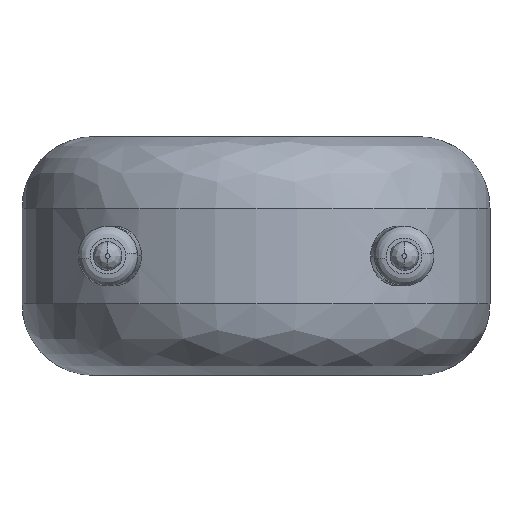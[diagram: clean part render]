
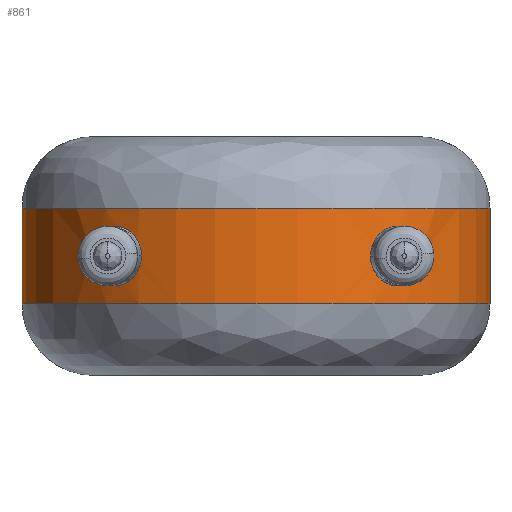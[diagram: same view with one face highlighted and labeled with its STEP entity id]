
A CAD part, front view. The second image highlights one B-rep face of the part: STEP entity #861.
In plain terms, the highlighted cylindrical face has radius 4.978 mm (diameter 9.957 mm), a partial arc.
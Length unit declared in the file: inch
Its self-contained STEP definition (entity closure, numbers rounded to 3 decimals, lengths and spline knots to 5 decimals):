
#16 = CARTESIAN_POINT ( 'NONE',  ( -0.196, 0., 0.04 ) ) ;
#19 = CARTESIAN_POINT ( 'NONE',  ( -0.09588, -0.17095, 0.00691 ) ) ;
#26 = DIRECTION ( 'NONE',  ( 0., 0., 1. ) ) ;
#33 = EDGE_CURVE ( 'NONE', #1260, #341, #828, .T. ) ;
#40 = CARTESIAN_POINT ( 'NONE',  ( 0., 0., 0.04 ) ) ;
#47 = ORIENTED_EDGE ( 'NONE', *, *, #779, .T. ) ;
#53 = CARTESIAN_POINT ( 'NONE',  ( 0.10082, -0.1681, 0.01587 ) ) ;
#55 = CARTESIAN_POINT ( 'NONE',  ( -0.196, 0., -0.04 ) ) ;
#56 = CARTESIAN_POINT ( 'NONE',  ( -0.12909, -0.14758, -0.02247 ) ) ;
#58 = CARTESIAN_POINT ( 'NONE',  ( 0.13669, -0.14056, -0.01349 ) ) ;
#70 = ORIENTED_EDGE ( 'NONE', *, *, #770, .F. ) ;
#93 = CARTESIAN_POINT ( 'NONE',  ( 0.13635, -0.14081, 0.01301 ) ) ;
#148 = LINE ( 'NONE', #1451, #1836 ) ;
#152 = CARTESIAN_POINT ( 'NONE',  ( -0.10082, -0.1681, -0.01587 ) ) ;
#157 = CARTESIAN_POINT ( 'NONE',  ( -0.13669, -0.14056, 0.01349 ) ) ;
#160 = CARTESIAN_POINT ( 'NONE',  ( -0.11304, -0.16026, -0.02508 ) ) ;
#173 = CARTESIAN_POINT ( 'NONE',  ( -0.09588, -0.17095, 0. ) ) ;
#194 = CARTESIAN_POINT ( 'NONE',  ( 0.09588, -0.17095, 0. ) ) ;
#199 = CARTESIAN_POINT ( 'NONE',  ( -0.09588, -0.17095, 0. ) ) ;
#211 = LINE ( 'NONE', #500, #503 ) ;
#214 = EDGE_LOOP ( 'NONE', ( #47, #1155 ) ) ;
#303 = CARTESIAN_POINT ( 'NONE',  ( -0.13907, -0.13812, 0.00691 ) ) ;
#327 = CARTESIAN_POINT ( 'NONE',  ( 0.12909, -0.14758, 0.02247 ) ) ;
#330 = CARTESIAN_POINT ( 'NONE',  ( -0.09654, -0.17058, -0.00685 ) ) ;
#331 = CARTESIAN_POINT ( 'NONE',  ( 0.13907, -0.13812, -0.00691 ) ) ;
#338 = FACE_BOUND ( 'NONE', #977, .T. ) ;
#341 = VERTEX_POINT ( 'NONE', #897 ) ;
#362 = CARTESIAN_POINT ( 'NONE',  ( -0.13635, -0.14081, -0.01301 ) ) ;
#392 = CARTESIAN_POINT ( 'NONE',  ( 0.13907, -0.13812, 0. ) ) ;
#416 = CIRCLE ( 'NONE', #1437, 0.196 ) ;
#419 = CARTESIAN_POINT ( 'NONE',  ( 0.12911, -0.14755, -0.02243 ) ) ;
#428 = VERTEX_POINT ( 'NONE', #1350 ) ;
#430 = CARTESIAN_POINT ( 'NONE',  ( 0., 0., -0.04 ) ) ;
#465 = CARTESIAN_POINT ( 'NONE',  ( -0.13907, -0.13812, 0. ) ) ;
#470 = VERTEX_POINT ( 'NONE', #1073 ) ;
#486 = CARTESIAN_POINT ( 'NONE',  ( -0.13907, -0.13812, 0. ) ) ;
#487 = CARTESIAN_POINT ( 'NONE',  ( 0.11303, -0.16027, -0.02508 ) ) ;
#500 = CARTESIAN_POINT ( 'NONE',  ( -0.196, 0., -0.1 ) ) ;
#503 = VECTOR ( 'NONE', #1826, 39.37008 ) ;
#598 = AXIS2_PLACEMENT_3D ( 'NONE', #718, #1290, #979 ) ;
#600 = CARTESIAN_POINT ( 'NONE',  ( -0.09861, -0.16946, 0.01356 ) ) ;
#601 = B_SPLINE_CURVE_WITH_KNOTS ( 'NONE', 3,
 ( #465, #303, #157, #762, #905, #1023, #1065, #600, #19, #173 ),
 .UNSPECIFIED., .F., .F.,
 ( 4, 2, 2, 2, 4 ),
 ( 0., 0.00052, 0.00104, 0.00156, 0.00207 ),
 .UNSPECIFIED. ) ;
#607 = CARTESIAN_POINT ( 'NONE',  ( -0.12397, -0.15197, -0.02491 ) ) ;
#631 = FACE_OUTER_BOUND ( 'NONE', #928, .T. ) ;
#668 = ORIENTED_EDGE ( 'NONE', *, *, #803, .F. ) ;
#718 = CARTESIAN_POINT ( 'NONE',  ( 0., 0., -0.1 ) ) ;
#734 = CARTESIAN_POINT ( 'NONE',  ( 0.13907, -0.13812, 0. ) ) ;
#741 = CARTESIAN_POINT ( 'NONE',  ( -0.1073, -0.1641, -0.02268 ) ) ;
#748 = DIRECTION ( 'NONE',  ( 0., 0., 1. ) ) ;
#762 = CARTESIAN_POINT ( 'NONE',  ( -0.12911, -0.14755, 0.02243 ) ) ;
#770 = EDGE_CURVE ( 'NONE', #1142, #470, #1890, .T. ) ;
#779 = EDGE_CURVE ( 'NONE', #1789, #428, #1819, .T. ) ;
#803 = EDGE_CURVE ( 'NONE', #1349, #1142, #211, .T. ) ;
#817 = CARTESIAN_POINT ( 'NONE',  ( 0.09588, -0.17095, 0.00345 ) ) ;
#828 = B_SPLINE_CURVE_WITH_KNOTS ( 'NONE', 3,
 ( #1365, #331, #58, #419, #1809, #487, #1669, #935, #1524, #194 ),
 .UNSPECIFIED., .F., .F.,
 ( 4, 2, 2, 2, 4 ),
 ( 0., 0.00052, 0.00104, 0.00156, 0.00207 ),
 .UNSPECIFIED. ) ;
#861 = ADVANCED_FACE ( 'NONE', ( #631, #1668, #338 ), #1523, .T. ) ;
#897 = CARTESIAN_POINT ( 'NONE',  ( 0.09588, -0.17095, 0. ) ) ;
#905 = CARTESIAN_POINT ( 'NONE',  ( -0.12394, -0.15199, 0.02492 ) ) ;
#924 = CARTESIAN_POINT ( 'NONE',  ( -0.099, -0.16916, -0.01306 ) ) ;
#926 = EDGE_CURVE ( 'NONE', #428, #1789, #601, .T. ) ;
#928 = EDGE_LOOP ( 'NONE', ( #668, #1304, #1356, #70 ) ) ;
#935 = CARTESIAN_POINT ( 'NONE',  ( 0.09861, -0.16946, -0.01356 ) ) ;
#977 = EDGE_LOOP ( 'NONE', ( #1072, #1642 ) ) ;
#979 = DIRECTION ( 'NONE',  ( 1., 0., 0. ) ) ;
#998 = EDGE_CURVE ( 'NONE', #341, #1260, #1358, .T. ) ;
#1023 = CARTESIAN_POINT ( 'NONE',  ( -0.11303, -0.16027, 0.02508 ) ) ;
#1065 = CARTESIAN_POINT ( 'NONE',  ( -0.10735, -0.16407, 0.02273 ) ) ;
#1072 = ORIENTED_EDGE ( 'NONE', *, *, #998, .T. ) ;
#1073 = CARTESIAN_POINT ( 'NONE',  ( 0.196, 0., 0.04 ) ) ;
#1080 = CARTESIAN_POINT ( 'NONE',  ( -0.09588, -0.17095, 0. ) ) ;
#1119 = CARTESIAN_POINT ( 'NONE',  ( 0.11304, -0.16026, 0.02508 ) ) ;
#1140 = CARTESIAN_POINT ( 'NONE',  ( 0.1073, -0.1641, 0.02268 ) ) ;
#1142 = VERTEX_POINT ( 'NONE', #16 ) ;
#1155 = ORIENTED_EDGE ( 'NONE', *, *, #926, .T. ) ;
#1234 = CARTESIAN_POINT ( 'NONE',  ( -0.13483, -0.14228, -0.0157 ) ) ;
#1260 = VERTEX_POINT ( 'NONE', #734 ) ;
#1275 = CARTESIAN_POINT ( 'NONE',  ( 0.09654, -0.17058, 0.00685 ) ) ;
#1290 = DIRECTION ( 'NONE',  ( 0., 0., 1. ) ) ;
#1304 = ORIENTED_EDGE ( 'NONE', *, *, #1670, .T. ) ;
#1349 = VERTEX_POINT ( 'NONE', #55 ) ;
#1350 = CARTESIAN_POINT ( 'NONE',  ( -0.13907, -0.13812, 0. ) ) ;
#1356 = ORIENTED_EDGE ( 'NONE', *, *, #1720, .T. ) ;
#1358 = B_SPLINE_CURVE_WITH_KNOTS ( 'NONE', 3,
 ( #1666, #817, #1275, #1856, #53, #1140, #1119, #1409, #327, #1703, #93, #1712, #1693, #392 ),
 .UNSPECIFIED., .F., .F.,
 ( 4, 2, 2, 2, 2, 2, 4 ),
 ( 0.00207, 0.00233, 0.00259, 0.00311, 0.00363, 0.00389, 0.00415 ),
 .UNSPECIFIED. ) ;
#1365 = CARTESIAN_POINT ( 'NONE',  ( 0.13907, -0.13812, 0. ) ) ;
#1409 = CARTESIAN_POINT ( 'NONE',  ( 0.12397, -0.15197, 0.02491 ) ) ;
#1437 = AXIS2_PLACEMENT_3D ( 'NONE', #430, #1774, #1486 ) ;
#1451 = CARTESIAN_POINT ( 'NONE',  ( 0.196, 0., -0.1 ) ) ;
#1466 = AXIS2_PLACEMENT_3D ( 'NONE', #40, #748, #1490 ) ;
#1486 = DIRECTION ( 'NONE',  ( 1., 0., 0. ) ) ;
#1490 = DIRECTION ( 'NONE',  ( 1., 0., 0. ) ) ;
#1516 = CARTESIAN_POINT ( 'NONE',  ( -0.13907, -0.13812, -0.00345 ) ) ;
#1523 = CYLINDRICAL_SURFACE ( 'NONE', #598, 0.196 ) ;
#1524 = CARTESIAN_POINT ( 'NONE',  ( 0.09588, -0.17095, -0.00691 ) ) ;
#1543 = CARTESIAN_POINT ( 'NONE',  ( -0.1385, -0.13869, -0.00681 ) ) ;
#1642 = ORIENTED_EDGE ( 'NONE', *, *, #33, .T. ) ;
#1660 = CARTESIAN_POINT ( 'NONE',  ( -0.09588, -0.17095, -0.00345 ) ) ;
#1666 = CARTESIAN_POINT ( 'NONE',  ( 0.09588, -0.17095, 0. ) ) ;
#1668 = FACE_BOUND ( 'NONE', #214, .T. ) ;
#1669 = CARTESIAN_POINT ( 'NONE',  ( 0.10735, -0.16407, -0.02273 ) ) ;
#1670 = EDGE_CURVE ( 'NONE', #1349, #1820, #416, .T. ) ;
#1693 = CARTESIAN_POINT ( 'NONE',  ( 0.13907, -0.13812, 0.00345 ) ) ;
#1703 = CARTESIAN_POINT ( 'NONE',  ( 0.13483, -0.14228, 0.0157 ) ) ;
#1712 = CARTESIAN_POINT ( 'NONE',  ( 0.1385, -0.13869, 0.00681 ) ) ;
#1720 = EDGE_CURVE ( 'NONE', #1820, #470, #148, .T. ) ;
#1774 = DIRECTION ( 'NONE',  ( 0., 0., 1. ) ) ;
#1789 = VERTEX_POINT ( 'NONE', #199 ) ;
#1809 = CARTESIAN_POINT ( 'NONE',  ( 0.12394, -0.15199, -0.02492 ) ) ;
#1813 = CARTESIAN_POINT ( 'NONE',  ( 0.196, 0., -0.04 ) ) ;
#1819 = B_SPLINE_CURVE_WITH_KNOTS ( 'NONE', 3,
 ( #1080, #1660, #330, #924, #152, #741, #160, #607, #56, #1234, #362, #1543, #1516, #486 ),
 .UNSPECIFIED., .F., .F.,
 ( 4, 2, 2, 2, 2, 2, 4 ),
 ( 0.00207, 0.00233, 0.00259, 0.00311, 0.00363, 0.00389, 0.00415 ),
 .UNSPECIFIED. ) ;
#1820 = VERTEX_POINT ( 'NONE', #1813 ) ;
#1826 = DIRECTION ( 'NONE',  ( 0., 0., 1. ) ) ;
#1836 = VECTOR ( 'NONE', #26, 39.37008 ) ;
#1856 = CARTESIAN_POINT ( 'NONE',  ( 0.099, -0.16916, 0.01306 ) ) ;
#1890 = CIRCLE ( 'NONE', #1466, 0.196 ) ;
